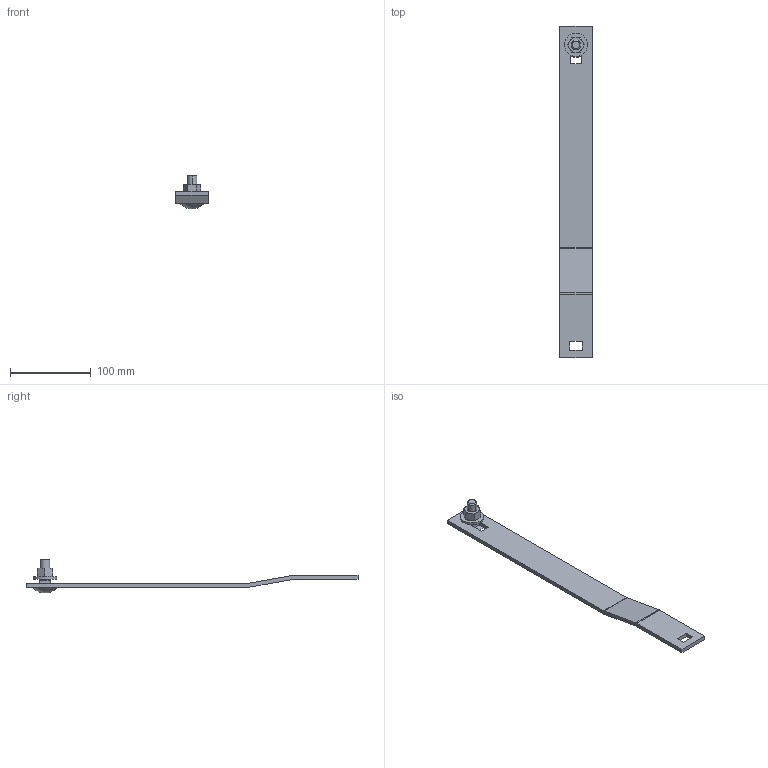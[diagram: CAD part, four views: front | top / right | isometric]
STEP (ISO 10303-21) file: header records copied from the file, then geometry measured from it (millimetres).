
FILE_DESCRIPTION(('STEP AP214'),'1');
FILE_NAME('cctmp_E1BCDDD2-7696-4A42-A14A-2D576296CBD2_2024_05_23_13_28_09_0753..stp','2024-05-23T11:28:09',('SIEMENS A&D'),('CADClick - www.CADClick.com'),'Spatial InterOp 3D',' ','unknown authorization');
FILE_SCHEMA(('AUTOMOTIVE_DESIGN'));
Length unit declared in the file: millimetre
Products named in the file (5): cc_unnamed; 2024_05_23_13_28_09_0722; 2024_05_23_13_28_09_0690; 2024_05_23_13_28_09_0643; 2024_05_23_13_28_09_0550
Assembly tree (4 placements, depth 2):
  cc_unnamed
    2024_05_23_13_28_09_0722
    2024_05_23_13_28_09_0690
    2024_05_23_13_28_09_0643
    2024_05_23_13_28_09_0550
Bounding box: 40 x 411.72 x 42.15 mm (x, y, z)
Volume: 90932.6 mm3; surface area: 43083 mm2
Topology: 4 solids, 4 shells, 67 faces, 153 edges, 96 vertices
Faces by surface type: plane 35, cone 18, cylinder 12, sphere 2
Entity records: 2582 total; most frequent: CARTESIAN_POINT 417, DIRECTION 318, ORIENTED_EDGE 306, EDGE_CURVE 153, AXIS2_PLACEMENT_3D 117, VERTEX_POINT 96, LINE 84, VECTOR 84
